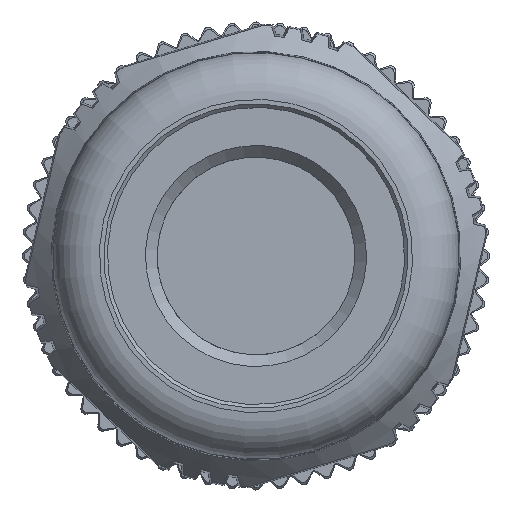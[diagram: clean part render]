
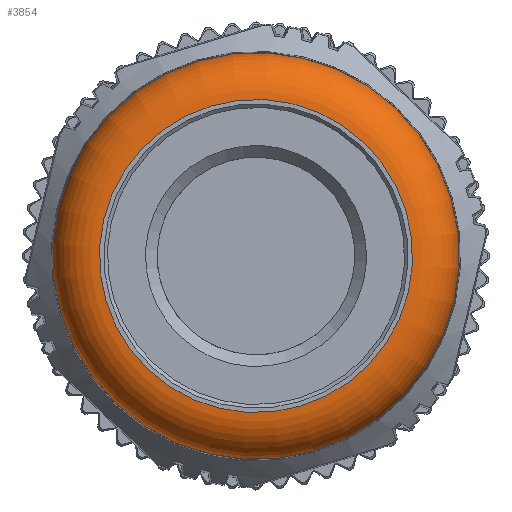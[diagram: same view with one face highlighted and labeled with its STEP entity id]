
A CAD part, front view. The second image highlights one B-rep face of the part: STEP entity #3854.
In plain terms, the highlighted toroidal (fillet/blend) face has major radius 6.692 mm and minor radius 2 mm.
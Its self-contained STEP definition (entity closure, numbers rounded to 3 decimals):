
#60=TOROIDAL_SURFACE('',#16877,6.692,2.);
#2973=FACE_BOUND('',#5793,.T.);
#2974=FACE_BOUND('',#5794,.T.);
#3131=CIRCLE('',#16874,6.692);
#3132=CIRCLE('',#16876,8.692);
#3854=ADVANCED_FACE('',(#2973,#2974),#60,.T.);
#5793=EDGE_LOOP('',(#7428));
#5794=EDGE_LOOP('',(#7429));
#7428=ORIENTED_EDGE('',*,*,#13692,.F.);
#7429=ORIENTED_EDGE('',*,*,#13691,.F.);
#11972=VERTEX_POINT('',#29828);
#11973=VERTEX_POINT('',#29831);
#13691=EDGE_CURVE('',#11972,#11972,#3131,.T.);
#13692=EDGE_CURVE('',#11973,#11973,#3132,.T.);
#16874=AXIS2_PLACEMENT_3D('',#29827,#18773,#18774);
#16876=AXIS2_PLACEMENT_3D('',#29830,#18777,#18778);
#16877=AXIS2_PLACEMENT_3D('',#29832,#18779,#18780);
#18773=DIRECTION('',(0.,-1.,0.));
#18774=DIRECTION('',(0.236,0.,0.972));
#18777=DIRECTION('',(0.,1.,0.));
#18778=DIRECTION('',(0.23,0.,0.973));
#18779=DIRECTION('',(0.,-1.,0.));
#18780=DIRECTION('',(-0.236,0.,-0.972));
#29827=CARTESIAN_POINT('',(0.,-51.05,0.));
#29828=CARTESIAN_POINT('',(1.577,-51.05,6.504));
#29830=CARTESIAN_POINT('',(0.,-49.085,0.));
#29831=CARTESIAN_POINT('',(1.999,-49.085,8.459));
#29832=CARTESIAN_POINT('',(0.,-49.05,0.));
